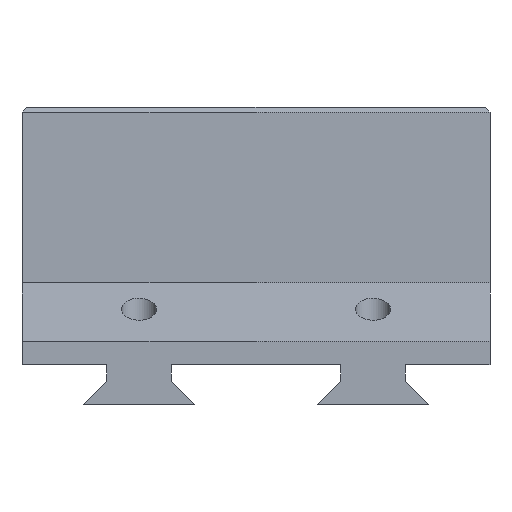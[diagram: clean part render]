
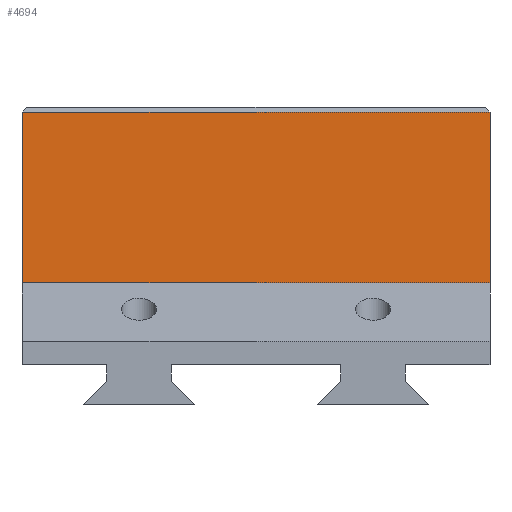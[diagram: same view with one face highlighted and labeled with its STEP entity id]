
A CAD part, front view. The second image highlights one B-rep face of the part: STEP entity #4694.
In plain terms, the highlighted planar face has unit normal (0, -1, 0).
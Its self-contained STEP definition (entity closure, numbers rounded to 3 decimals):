
#430=PLANE('',#4980);
#571=FACE_OUTER_BOUND('',#848,.T.);
#848=EDGE_LOOP('',(#3470,#3471,#3472,#3473));
#1173=LINE('',#6576,#1639);
#1200=LINE('',#6631,#1666);
#1201=LINE('',#6633,#1667);
#1202=LINE('',#6634,#1668);
#1639=VECTOR('',#5218,10.);
#1666=VECTOR('',#5269,10.);
#1667=VECTOR('',#5270,10.);
#1668=VECTOR('',#5271,10.);
#2203=VERTEX_POINT('',#6570);
#2204=VERTEX_POINT('',#6574);
#2220=VERTEX_POINT('',#6630);
#2221=VERTEX_POINT('',#6632);
#2685=EDGE_CURVE('',#2204,#2203,#1173,.T.);
#2712=EDGE_CURVE('',#2220,#2204,#1200,.T.);
#2713=EDGE_CURVE('',#2220,#2221,#1201,.T.);
#2714=EDGE_CURVE('',#2221,#2203,#1202,.T.);
#3470=ORIENTED_EDGE('',*,*,#2685,.F.);
#3471=ORIENTED_EDGE('',*,*,#2712,.F.);
#3472=ORIENTED_EDGE('',*,*,#2713,.T.);
#3473=ORIENTED_EDGE('',*,*,#2714,.T.);
#4694=ADVANCED_FACE('',(#571),#430,.T.);
#4980=AXIS2_PLACEMENT_3D('',#6629,#5267,#5268);
#5218=DIRECTION('',(1.,0.,0.));
#5267=DIRECTION('center_axis',(0.,-1.,0.));
#5268=DIRECTION('ref_axis',(1.,0.,0.));
#5269=DIRECTION('',(0.,0.,1.));
#5270=DIRECTION('',(1.,0.,0.));
#5271=DIRECTION('',(0.,0.,1.));
#6570=CARTESIAN_POINT('',(0.,-40.,21.6));
#6574=CARTESIAN_POINT('',(-40.,-40.,21.6));
#6576=CARTESIAN_POINT('',(-30.,-40.,21.6));
#6629=CARTESIAN_POINT('Origin',(-40.,-40.,0.));
#6630=CARTESIAN_POINT('',(-40.,-40.,7.));
#6631=CARTESIAN_POINT('',(-40.,-40.,0.));
#6632=CARTESIAN_POINT('',(0.,-40.,7.));
#6633=CARTESIAN_POINT('',(-20.,-40.,7.));
#6634=CARTESIAN_POINT('',(0.,-40.,0.));
